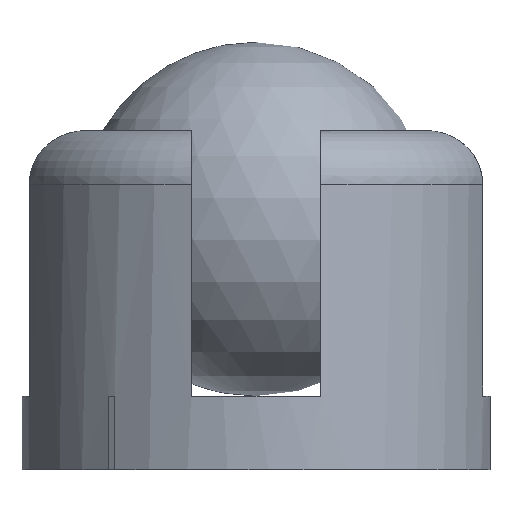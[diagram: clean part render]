
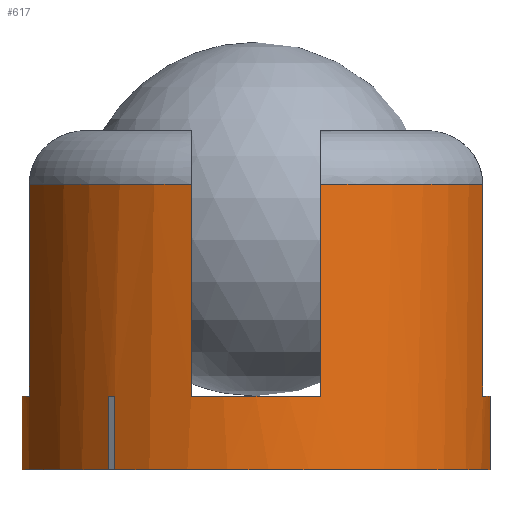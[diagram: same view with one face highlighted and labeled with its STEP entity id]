
A CAD part, front view. The second image highlights one B-rep face of the part: STEP entity #617.
In plain terms, the highlighted cylindrical face has radius 8 mm (diameter 16 mm), a partial arc.
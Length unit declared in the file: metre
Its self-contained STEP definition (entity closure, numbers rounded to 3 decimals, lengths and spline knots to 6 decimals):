
#46=CIRCLE('',#710,0.008);
#52=CIRCLE('',#718,0.008);
#53=CIRCLE('',#719,0.008);
#54=CIRCLE('',#720,0.008);
#57=CIRCLE('',#725,0.008);
#58=CIRCLE('',#726,0.008);
#64=CIRCLE('',#735,0.008);
#67=CIRCLE('',#739,0.008);
#83=CYLINDRICAL_SURFACE('',#752,0.008);
#104=FACE_OUTER_BOUND('',#137,.T.);
#137=EDGE_LOOP('',(#496,#497,#498,#499,#500,#501,#502,#503,#504,#505,#506,
#507,#508,#509,#510,#511));
#158=LINE('',#991,#204);
#159=LINE('',#997,#205);
#174=LINE('',#1048,#220);
#184=LINE('',#1187,#230);
#189=LINE('',#1199,#235);
#190=LINE('',#1201,#236);
#191=LINE('',#1202,#237);
#192=LINE('',#1203,#238);
#204=VECTOR('',#791,0.01);
#205=VECTOR('',#796,0.01);
#220=VECTOR('',#843,0.01);
#230=VECTOR('',#905,1.);
#235=VECTOR('',#916,1.);
#236=VECTOR('',#919,1.);
#237=VECTOR('',#920,1.);
#238=VECTOR('',#921,1.);
#248=VERTEX_POINT('',#985);
#250=VERTEX_POINT('',#989);
#252=VERTEX_POINT('',#994);
#253=VERTEX_POINT('',#996);
#257=VERTEX_POINT('',#1008);
#265=VERTEX_POINT('',#1028);
#266=VERTEX_POINT('',#1030);
#268=VERTEX_POINT('',#1034);
#269=VERTEX_POINT('',#1036);
#271=VERTEX_POINT('',#1040);
#273=VERTEX_POINT('',#1046);
#274=VERTEX_POINT('',#1051);
#284=VERTEX_POINT('',#1112);
#285=VERTEX_POINT('',#1123);
#287=VERTEX_POINT('',#1138);
#290=VERTEX_POINT('',#1152);
#312=EDGE_CURVE('',#250,#248,#158,.T.);
#314=EDGE_CURVE('',#252,#253,#159,.T.);
#321=EDGE_CURVE('',#250,#257,#46,.T.);
#331=EDGE_CURVE('',#265,#266,#52,.T.);
#334=EDGE_CURVE('',#268,#269,#53,.T.);
#337=EDGE_CURVE('',#252,#271,#54,.T.);
#340=EDGE_CURVE('',#273,#265,#174,.T.);
#342=EDGE_CURVE('',#253,#274,#57,.T.);
#344=EDGE_CURVE('',#248,#273,#58,.T.);
#355=EDGE_CURVE('',#284,#285,#64,.T.);
#361=EDGE_CURVE('',#290,#287,#67,.T.);
#374=EDGE_CURVE('',#268,#285,#184,.T.);
#381=EDGE_CURVE('',#290,#269,#189,.T.);
#382=EDGE_CURVE('',#284,#266,#190,.T.);
#383=EDGE_CURVE('',#274,#257,#191,.T.);
#384=EDGE_CURVE('',#271,#287,#192,.T.);
#496=ORIENTED_EDGE('',*,*,#355,.F.);
#497=ORIENTED_EDGE('',*,*,#382,.T.);
#498=ORIENTED_EDGE('',*,*,#331,.F.);
#499=ORIENTED_EDGE('',*,*,#340,.F.);
#500=ORIENTED_EDGE('',*,*,#344,.F.);
#501=ORIENTED_EDGE('',*,*,#312,.F.);
#502=ORIENTED_EDGE('',*,*,#321,.T.);
#503=ORIENTED_EDGE('',*,*,#383,.F.);
#504=ORIENTED_EDGE('',*,*,#342,.F.);
#505=ORIENTED_EDGE('',*,*,#314,.F.);
#506=ORIENTED_EDGE('',*,*,#337,.T.);
#507=ORIENTED_EDGE('',*,*,#384,.T.);
#508=ORIENTED_EDGE('',*,*,#361,.F.);
#509=ORIENTED_EDGE('',*,*,#381,.T.);
#510=ORIENTED_EDGE('',*,*,#334,.F.);
#511=ORIENTED_EDGE('',*,*,#374,.T.);
#617=ADVANCED_FACE('',(#104),#83,.T.);
#710=AXIS2_PLACEMENT_3D('',#1010,#808,#809);
#718=AXIS2_PLACEMENT_3D('',#1031,#828,#829);
#719=AXIS2_PLACEMENT_3D('',#1037,#832,#833);
#720=AXIS2_PLACEMENT_3D('',#1042,#836,#837);
#725=AXIS2_PLACEMENT_3D('',#1052,#848,#849);
#726=AXIS2_PLACEMENT_3D('',#1054,#851,#852);
#735=AXIS2_PLACEMENT_3D('',#1124,#869,#870);
#739=AXIS2_PLACEMENT_3D('',#1163,#877,#878);
#752=AXIS2_PLACEMENT_3D('',#1200,#917,#918);
#791=DIRECTION('',(0.,0.,-1.));
#796=DIRECTION('',(0.,0.,-1.));
#808=DIRECTION('center_axis',(0.,0.,1.));
#809=DIRECTION('ref_axis',(1.,0.,0.));
#828=DIRECTION('center_axis',(0.,0.,1.));
#829=DIRECTION('ref_axis',(-1.,0.,0.));
#832=DIRECTION('center_axis',(0.,0.,1.));
#833=DIRECTION('ref_axis',(1.,0.,0.));
#836=DIRECTION('center_axis',(0.,0.,-1.));
#837=DIRECTION('ref_axis',(-1.,0.,0.));
#843=DIRECTION('',(0.,0.,1.));
#848=DIRECTION('center_axis',(0.,0.,-1.));
#849=DIRECTION('ref_axis',(-1.,0.,0.));
#851=DIRECTION('center_axis',(0.,0.,-1.));
#852=DIRECTION('ref_axis',(-1.,0.,0.));
#869=DIRECTION('center_axis',(0.,0.,1.));
#870=DIRECTION('ref_axis',(-0.707,-0.707,0.));
#877=DIRECTION('center_axis',(0.,0.,1.));
#878=DIRECTION('ref_axis',(0.707,-0.707,0.));
#905=DIRECTION('',(0.,0.,1.));
#916=DIRECTION('',(0.,0.,-1.));
#917=DIRECTION('center_axis',(0.,0.,1.));
#918=DIRECTION('ref_axis',(1.,0.,0.));
#919=DIRECTION('',(0.,0.,-1.));
#920=DIRECTION('',(0.,0.,1.));
#921=DIRECTION('',(0.,0.,1.));
#985=CARTESIAN_POINT('',(0.06474,-0.005221,0.0015));
#989=CARTESIAN_POINT('',(0.06474,-0.005221,0.004));
#991=CARTESIAN_POINT('',(0.06474,-0.005221,0.004));
#994=CARTESIAN_POINT('',(0.077683,0.000021,0.004));
#996=CARTESIAN_POINT('',(0.077683,0.000021,0.0015));
#997=CARTESIAN_POINT('',(0.077683,0.000021,0.004));
#1008=CARTESIAN_POINT('',(0.064945,-0.005381,0.004));
#1010=CARTESIAN_POINT('Origin',(0.069745,0.001019,0.004));
#1028=CARTESIAN_POINT('',(0.061808,0.000021,0.004));
#1030=CARTESIAN_POINT('',(0.062054,-0.001181,0.004));
#1031=CARTESIAN_POINT('Origin',(0.069745,0.001019,0.004));
#1034=CARTESIAN_POINT('',(0.067545,-0.006672,0.004));
#1036=CARTESIAN_POINT('',(0.071945,-0.006672,0.004));
#1037=CARTESIAN_POINT('Origin',(0.069745,0.001019,0.004));
#1040=CARTESIAN_POINT('',(0.077437,-0.001181,0.004));
#1042=CARTESIAN_POINT('Origin',(0.069745,0.001019,0.004));
#1046=CARTESIAN_POINT('',(0.061808,0.000021,0.0015));
#1048=CARTESIAN_POINT('',(0.061808,0.000021,0.004));
#1051=CARTESIAN_POINT('',(0.064945,-0.005381,0.0015));
#1052=CARTESIAN_POINT('Origin',(0.069745,0.001019,0.0015));
#1054=CARTESIAN_POINT('Origin',(0.069745,0.001019,0.0015));
#1112=CARTESIAN_POINT('',(0.062054,-0.001181,0.01118));
#1123=CARTESIAN_POINT('',(0.067545,-0.006672,0.01118));
#1124=CARTESIAN_POINT('Origin',(0.069745,0.001019,0.01118));
#1138=CARTESIAN_POINT('',(0.077437,-0.001181,0.01118));
#1152=CARTESIAN_POINT('',(0.071945,-0.006672,0.01118));
#1163=CARTESIAN_POINT('Origin',(0.069745,0.001019,0.01118));
#1187=CARTESIAN_POINT('',(0.067545,-0.006672,0.004));
#1199=CARTESIAN_POINT('',(0.071945,-0.006672,0.004));
#1200=CARTESIAN_POINT('Origin',(0.069745,0.001019,0.004));
#1201=CARTESIAN_POINT('',(0.062054,-0.001181,0.004));
#1202=CARTESIAN_POINT('',(0.064945,-0.005381,0.0015));
#1203=CARTESIAN_POINT('',(0.077437,-0.001181,0.004));
